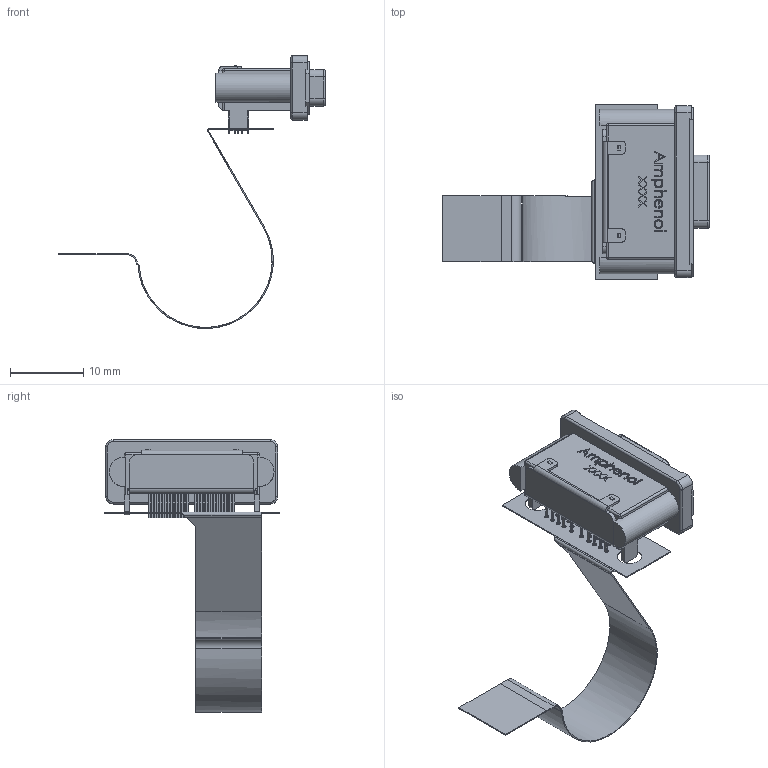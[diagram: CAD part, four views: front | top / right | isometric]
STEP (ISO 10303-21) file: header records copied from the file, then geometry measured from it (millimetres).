
FILE_DESCRIPTION(('Open CASCADE Model'),'2;1');
FILE_NAME('Open CASCADE Shape Model','2022-06-28T22:56:40',('Author'),( 'Open CASCADE'),'Open CASCADE STEP processor 6.8','Open CASCADE 6.8' ,'Unknown');
FILE_SCHEMA(('AUTOMOTIVE_DESIGN { 1 0 10303 214 1 1 1 1 }'));
Length unit declared in the file: millimetre
Products named in the file (14): PCB; BoardUSB-C-PCB-Type1; Open CASCADE STEP translator 6.8 1.1.1; Open CASCADE STEP translator 6.8 1.1.2; Open CASCADE STEP translator 6.8 1.1.3; Open CASCADE STEP translator 6.8 1.1.4; Open CASCADE STEP translator 6.8 1.1.5; Open CASCADE STEP translator 6.8 1.1.6; Open CASCADE STEP translator 6.8 1.1.7; Open CASCADE STEP translator 6.8 1.1.8; Open CASCADE STEP translator 6.8 1.1.9; Open CASCADE STEP translator 6.8 1.1.10; J1USB-C-PCB-Type1; M-MUSBR-M1C1-X0-REVT3
Assembly tree (13 placements, depth 3):
  PCB
    BoardUSB-C-PCB-Type1
      Open CASCADE STEP translator 6.8 1.1.1
      Open CASCADE STEP translator 6.8 1.1.2
      Open CASCADE STEP translator 6.8 1.1.3
      Open CASCADE STEP translator 6.8 1.1.4
      Open CASCADE STEP translator 6.8 1.1.5
      Open CASCADE STEP translator 6.8 1.1.6
      Open CASCADE STEP translator 6.8 1.1.7
      Open CASCADE STEP translator 6.8 1.1.8
      Open CASCADE STEP translator 6.8 1.1.9
      Open CASCADE STEP translator 6.8 1.1.10
    J1USB-C-PCB-Type1
      M-MUSBR-M1C1-X0-REVT3
Bounding box: 36.44 x 24 x 37.27 mm (x, y, z)
Volume: 1684.6 mm3; surface area: 3132.2 mm2
Topology: 11 solids, 11 shells, 997 faces, 2626 edges, 1714 vertices
Faces by surface type: plane 713, cylinder 192, bspline 68, torus 18, cone 4, sphere 2
Full cylindrical faces by diameter (mm): 0.58 x30, 1.778 x2, 2.8 x2, 3.305 x2
Entity records: 33497 total; most frequent: CARTESIAN_POINT 8828, ORIENTED_EDGE 5244, DIRECTION 4604, EDGE_CURVE 2622, LINE 2010, VECTOR 2010, VERTEX_POINT 1714, AXIS2_PLACEMENT_3D 1297
